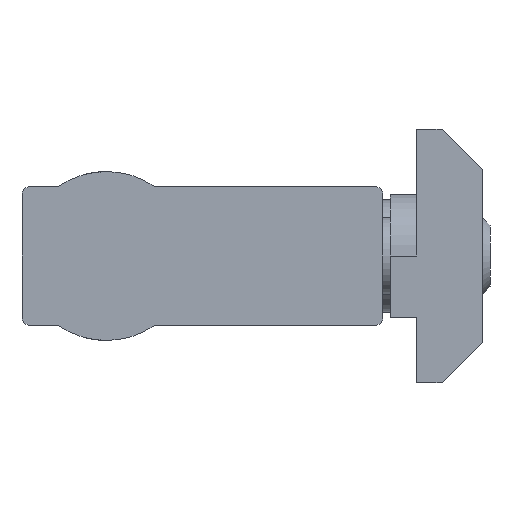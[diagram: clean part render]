
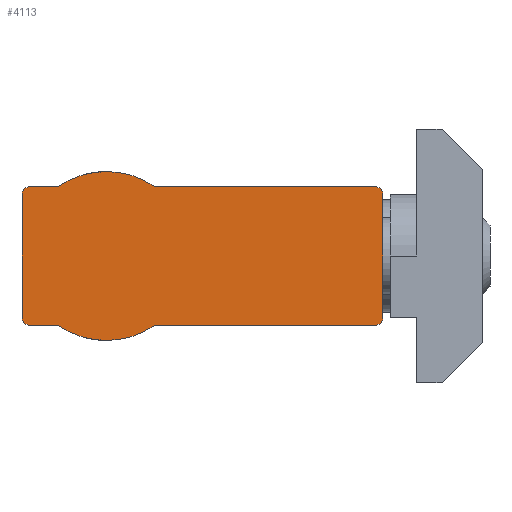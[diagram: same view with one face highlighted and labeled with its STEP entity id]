
A CAD part, left-side view. The second image highlights one B-rep face of the part: STEP entity #4113.
In plain terms, the highlighted planar face has unit normal (-1, 0, 0).
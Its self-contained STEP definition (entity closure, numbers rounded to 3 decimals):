
#29 = CARTESIAN_POINT ( 'NONE',  ( -15., 0., -5.5 ) ) ;
#47 = CIRCLE ( 'NONE', #3755, 5.5 ) ;
#71 = CARTESIAN_POINT ( 'NONE',  ( -15., 5., -4.5 ) ) ;
#102 = CARTESIAN_POINT ( 'NONE',  ( -15., -17.5, 4.5 ) ) ;
#151 = CARTESIAN_POINT ( 'NONE',  ( -15., 0., 0. ) ) ;
#196 = CIRCLE ( 'NONE', #2354, 0.5 ) ;
#248 = CARTESIAN_POINT ( 'NONE',  ( -15., 3.162, -4.5 ) ) ;
#292 = AXIS2_PLACEMENT_3D ( 'NONE', #914, #2708, #2761 ) ;
#304 = LINE ( 'NONE', #1693, #946 ) ;
#392 = CIRCLE ( 'NONE', #2492, 0.5 ) ;
#485 = LINE ( 'NONE', #2299, #3391 ) ;
#555 = AXIS2_PLACEMENT_3D ( 'NONE', #151, #894, #4161 ) ;
#624 = ORIENTED_EDGE ( 'NONE', *, *, #2931, .F. ) ;
#663 = VERTEX_POINT ( 'NONE', #29 ) ;
#670 = AXIS2_PLACEMENT_3D ( 'NONE', #3396, #4468, #3042 ) ;
#787 = CIRCLE ( 'NONE', #555, 5.5 ) ;
#803 = CARTESIAN_POINT ( 'NONE',  ( -15., -18., 4. ) ) ;
#894 = DIRECTION ( 'NONE',  ( 1., 0., 0. ) ) ;
#914 = CARTESIAN_POINT ( 'NONE',  ( -15., 0., 0. ) ) ;
#940 = CARTESIAN_POINT ( 'NONE',  ( -15., 3.162, -4.5 ) ) ;
#946 = VECTOR ( 'NONE', #3219, 1000. ) ;
#952 = AXIS2_PLACEMENT_3D ( 'NONE', #4137, #2298, #3050 ) ;
#983 = CARTESIAN_POINT ( 'NONE',  ( -15., -3.162, -4.5 ) ) ;
#1000 = ORIENTED_EDGE ( 'NONE', *, *, #2210, .F. ) ;
#1005 = DIRECTION ( 'NONE',  ( 0., 0., -1. ) ) ;
#1028 = CARTESIAN_POINT ( 'NONE',  ( -15., 5.5, 4. ) ) ;
#1042 = EDGE_CURVE ( 'NONE', #2906, #1824, #1650, .T. ) ;
#1107 = ORIENTED_EDGE ( 'NONE', *, *, #4228, .F. ) ;
#1136 = EDGE_CURVE ( 'NONE', #2805, #2726, #47, .T. ) ;
#1159 = ORIENTED_EDGE ( 'NONE', *, *, #3836, .F. ) ;
#1173 = CARTESIAN_POINT ( 'NONE',  ( -15., 5., 4.5 ) ) ;
#1210 = PLANE ( 'NONE',  #952 ) ;
#1246 = CARTESIAN_POINT ( 'NONE',  ( -15., 5.5, -4. ) ) ;
#1255 = VECTOR ( 'NONE', #1360, 1000. ) ;
#1322 = ORIENTED_EDGE ( 'NONE', *, *, #2809, .F. ) ;
#1344 = DIRECTION ( 'NONE',  ( 1., 0., 0. ) ) ;
#1360 = DIRECTION ( 'NONE',  ( 0., 1., 0. ) ) ;
#1376 = VERTEX_POINT ( 'NONE', #1173 ) ;
#1517 = DIRECTION ( 'NONE',  ( 0., -1., 0. ) ) ;
#1650 = LINE ( 'NONE', #248, #1255 ) ;
#1693 = CARTESIAN_POINT ( 'NONE',  ( -15., -17.5, -4.5 ) ) ;
#1749 = DIRECTION ( 'NONE',  ( 0., 0., -1. ) ) ;
#1824 = VERTEX_POINT ( 'NONE', #71 ) ;
#1961 = DIRECTION ( 'NONE',  ( 0., 0., 1. ) ) ;
#2005 = EDGE_CURVE ( 'NONE', #3037, #663, #787, .T. ) ;
#2098 = ORIENTED_EDGE ( 'NONE', *, *, #1042, .F. ) ;
#2132 = CARTESIAN_POINT ( 'NONE',  ( -15., 5., -4. ) ) ;
#2210 = EDGE_CURVE ( 'NONE', #3514, #3037, #304, .T. ) ;
#2221 = ORIENTED_EDGE ( 'NONE', *, *, #1136, .F. ) ;
#2259 = CARTESIAN_POINT ( 'NONE',  ( -15., -3.162, 4.5 ) ) ;
#2269 = CARTESIAN_POINT ( 'NONE',  ( -15., 5.5, -4. ) ) ;
#2293 = CARTESIAN_POINT ( 'NONE',  ( -15., 5., 4. ) ) ;
#2298 = DIRECTION ( 'NONE',  ( 1., 0., 0. ) ) ;
#2299 = CARTESIAN_POINT ( 'NONE',  ( -15., 5., 4.5 ) ) ;
#2309 = ORIENTED_EDGE ( 'NONE', *, *, #2005, .F. ) ;
#2354 = AXIS2_PLACEMENT_3D ( 'NONE', #2293, #4533, #3070 ) ;
#2429 = CARTESIAN_POINT ( 'NONE',  ( -15., -17.5, -4. ) ) ;
#2492 = AXIS2_PLACEMENT_3D ( 'NONE', #2429, #1344, #4677 ) ;
#2517 = LINE ( 'NONE', #3694, #4246 ) ;
#2522 = VERTEX_POINT ( 'NONE', #3379 ) ;
#2674 = DIRECTION ( 'NONE',  ( 0., -1., 0. ) ) ;
#2681 = EDGE_CURVE ( 'NONE', #2726, #2751, #2517, .T. ) ;
#2705 = AXIS2_PLACEMENT_3D ( 'NONE', #2132, #2935, #3677 ) ;
#2708 = DIRECTION ( 'NONE',  ( 1., 0., 0. ) ) ;
#2726 = VERTEX_POINT ( 'NONE', #2259 ) ;
#2741 = FACE_OUTER_BOUND ( 'NONE', #3833, .T. ) ;
#2751 = VERTEX_POINT ( 'NONE', #102 ) ;
#2761 = DIRECTION ( 'NONE',  ( 0., 0., -1. ) ) ;
#2785 = CARTESIAN_POINT ( 'NONE',  ( -15., -18., 4. ) ) ;
#2805 = VERTEX_POINT ( 'NONE', #4108 ) ;
#2809 = EDGE_CURVE ( 'NONE', #2751, #4640, #4421, .T. ) ;
#2814 = CARTESIAN_POINT ( 'NONE',  ( -15., 0., 0. ) ) ;
#2836 = EDGE_CURVE ( 'NONE', #3104, #1376, #196, .T. ) ;
#2906 = VERTEX_POINT ( 'NONE', #940 ) ;
#2931 = EDGE_CURVE ( 'NONE', #663, #2906, #3203, .T. ) ;
#2935 = DIRECTION ( 'NONE',  ( 1., 0., 0. ) ) ;
#3037 = VERTEX_POINT ( 'NONE', #983 ) ;
#3042 = DIRECTION ( 'NONE',  ( 0., 0., 1. ) ) ;
#3050 = DIRECTION ( 'NONE',  ( 0., 0., -1. ) ) ;
#3070 = DIRECTION ( 'NONE',  ( 0., 0., 1. ) ) ;
#3104 = VERTEX_POINT ( 'NONE', #1028 ) ;
#3203 = CIRCLE ( 'NONE', #292, 5.5 ) ;
#3219 = DIRECTION ( 'NONE',  ( 0., 1., 0. ) ) ;
#3238 = ORIENTED_EDGE ( 'NONE', *, *, #4277, .F. ) ;
#3311 = VERTEX_POINT ( 'NONE', #2269 ) ;
#3379 = CARTESIAN_POINT ( 'NONE',  ( -15., -18., -4. ) ) ;
#3391 = VECTOR ( 'NONE', #2674, 1000. ) ;
#3396 = CARTESIAN_POINT ( 'NONE',  ( -15., -17.5, 4. ) ) ;
#3440 = CARTESIAN_POINT ( 'NONE',  ( -15., -17.5, -4.5 ) ) ;
#3459 = EDGE_CURVE ( 'NONE', #1376, #2805, #485, .T. ) ;
#3467 = EDGE_CURVE ( 'NONE', #3311, #3104, #3954, .T. ) ;
#3488 = ORIENTED_EDGE ( 'NONE', *, *, #3467, .F. ) ;
#3503 = VECTOR ( 'NONE', #1961, 1000. ) ;
#3514 = VERTEX_POINT ( 'NONE', #3440 ) ;
#3626 = ORIENTED_EDGE ( 'NONE', *, *, #2836, .F. ) ;
#3677 = DIRECTION ( 'NONE',  ( 0., 0., 1. ) ) ;
#3694 = CARTESIAN_POINT ( 'NONE',  ( -15., -3.162, 4.5 ) ) ;
#3755 = AXIS2_PLACEMENT_3D ( 'NONE', #2814, #3951, #1005 ) ;
#3833 = EDGE_LOOP ( 'NONE', ( #1107, #1322, #4125, #2221, #4072, #3626, #3488, #1159, #2098, #624, #2309, #1000, #3238 ) ) ;
#3836 = EDGE_CURVE ( 'NONE', #1824, #3311, #4529, .T. ) ;
#3951 = DIRECTION ( 'NONE',  ( 1., 0., 0. ) ) ;
#3954 = LINE ( 'NONE', #1246, #3503 ) ;
#4072 = ORIENTED_EDGE ( 'NONE', *, *, #3459, .F. ) ;
#4108 = CARTESIAN_POINT ( 'NONE',  ( -15., 3.162, 4.5 ) ) ;
#4113 = ADVANCED_FACE ( 'NONE', ( #2741 ), #1210, .F. ) ;
#4125 = ORIENTED_EDGE ( 'NONE', *, *, #2681, .F. ) ;
#4137 = CARTESIAN_POINT ( 'NONE',  ( -15., 4., 0. ) ) ;
#4161 = DIRECTION ( 'NONE',  ( 0., 0., -1. ) ) ;
#4217 = VECTOR ( 'NONE', #1749, 1000. ) ;
#4228 = EDGE_CURVE ( 'NONE', #4640, #2522, #4357, .T. ) ;
#4246 = VECTOR ( 'NONE', #1517, 1000. ) ;
#4277 = EDGE_CURVE ( 'NONE', #2522, #3514, #392, .T. ) ;
#4357 = LINE ( 'NONE', #2785, #4217 ) ;
#4421 = CIRCLE ( 'NONE', #670, 0.5 ) ;
#4468 = DIRECTION ( 'NONE',  ( 1., 0., 0. ) ) ;
#4529 = CIRCLE ( 'NONE', #2705, 0.5 ) ;
#4533 = DIRECTION ( 'NONE',  ( 1., 0., 0. ) ) ;
#4640 = VERTEX_POINT ( 'NONE', #803 ) ;
#4677 = DIRECTION ( 'NONE',  ( 0., 0., 1. ) ) ;
